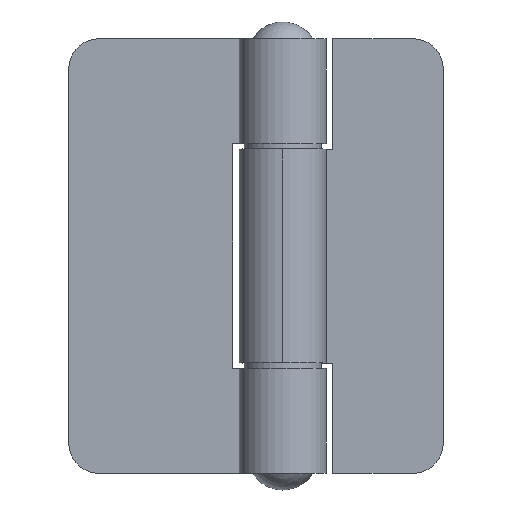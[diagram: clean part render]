
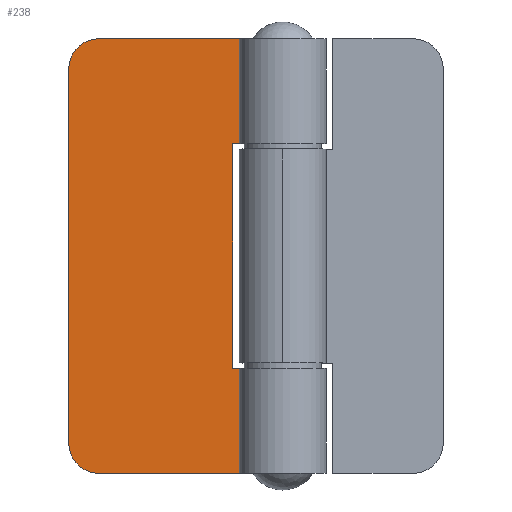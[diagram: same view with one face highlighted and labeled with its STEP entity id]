
A CAD part, top view. The second image highlights one B-rep face of the part: STEP entity #238.
In plain terms, the highlighted face is planar.
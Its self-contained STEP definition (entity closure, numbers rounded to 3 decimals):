
#191 = VERTEX_POINT ( 'NONE', #765 ) ;
#192 = VERTEX_POINT ( 'NONE', #764 ) ;
#212 = EDGE_CURVE ( 'NONE', #214, #273, #791, .T. ) ;
#214 = VERTEX_POINT ( 'NONE', #787 ) ;
#227 = EDGE_CURVE ( 'NONE', #192, #228, #824, .T. ) ;
#228 = VERTEX_POINT ( 'NONE', #820 ) ;
#238 = ADVANCED_FACE ( 'NONE', ( #808 ), #807, .F. ) ;
#239 = EDGE_LOOP ( 'NONE', ( #240, #241, #1965, #1960, #1959, #1957, #1956, #1993, #269, #271 ) ) ;
#240 = ORIENTED_EDGE ( 'NONE', *, *, #1976, .T. ) ;
#241 = ORIENTED_EDGE ( 'NONE', *, *, #242, .T. ) ;
#242 = EDGE_CURVE ( 'NONE', #1978, #1991, #867, .T. ) ;
#269 = ORIENTED_EDGE ( 'NONE', *, *, #270, .T. ) ;
#270 = EDGE_CURVE ( 'NONE', #2060, #214, #875, .T. ) ;
#271 = ORIENTED_EDGE ( 'NONE', *, *, #212, .T. ) ;
#273 = VERTEX_POINT ( 'NONE', #929 ) ;
#764 = CARTESIAN_POINT ( 'NONE',  ( 65., -3.5, 5.477 ) ) ;
#765 = CARTESIAN_POINT ( 'NONE',  ( 49.3, -3.5, 5.477 ) ) ;
#787 = CARTESIAN_POINT ( 'NONE',  ( 15.7, -3.5, 5.477 ) ) ;
#788 = DIRECTION ( 'NONE',  ( -1., 0., 0. ) ) ;
#789 = VECTOR ( 'NONE', #788, 1000. ) ;
#790 = CARTESIAN_POINT ( 'NONE',  ( 65., -3.5, 5.477 ) ) ;
#791 = LINE ( 'NONE', #790, #789 ) ;
#804 = DIRECTION ( 'NONE',  ( 0., -1., 0. ) ) ;
#805 = CARTESIAN_POINT ( 'NONE',  ( 65., -3.5, 32. ) ) ;
#806 = AXIS2_PLACEMENT_3D ( 'NONE', #805, #804, #868 ) ;
#807 = PLANE ( 'NONE',  #806 ) ;
#808 = FACE_OUTER_BOUND ( 'NONE', #239, .T. ) ;
#820 = CARTESIAN_POINT ( 'NONE',  ( 65., -3.5, 27.5 ) ) ;
#821 = DIRECTION ( 'NONE',  ( 0., 0., 1. ) ) ;
#822 = VECTOR ( 'NONE', #821, 1000. ) ;
#823 = CARTESIAN_POINT ( 'NONE',  ( 65., -3.5, 32. ) ) ;
#824 = LINE ( 'NONE', #823, #822 ) ;
#863 = DIRECTION ( 'NONE',  ( 0., 0., -1. ) ) ;
#864 = DIRECTION ( 'NONE',  ( 0., 1., 0. ) ) ;
#865 = CARTESIAN_POINT ( 'NONE',  ( 4.5, -3.5, 27.5 ) ) ;
#866 = AXIS2_PLACEMENT_3D ( 'NONE', #865, #864, #863 ) ;
#867 = CIRCLE ( 'NONE', #866, 4.5 ) ;
#868 = DIRECTION ( 'NONE',  ( 0., 0., -1. ) ) ;
#872 = DIRECTION ( 'NONE',  ( 0., 0., -1. ) ) ;
#873 = VECTOR ( 'NONE', #872, 1000. ) ;
#874 = CARTESIAN_POINT ( 'NONE',  ( 15.7, -3.5, 32. ) ) ;
#875 = LINE ( 'NONE', #874, #873 ) ;
#929 = CARTESIAN_POINT ( 'NONE',  ( 0., -3.5, 5.477 ) ) ;
#1155 = DIRECTION ( 'NONE',  ( 0., 0., 1. ) ) ;
#1156 = VECTOR ( 'NONE', #1155, 1000. ) ;
#1157 = CARTESIAN_POINT ( 'NONE',  ( 49.3, -3.5, 32. ) ) ;
#1158 = LINE ( 'NONE', #1157, #1156 ) ;
#1159 = CARTESIAN_POINT ( 'NONE',  ( 49.3, -3.5, 7.5 ) ) ;
#1193 = CARTESIAN_POINT ( 'NONE',  ( 0., -3.5, 27.5 ) ) ;
#1194 = DIRECTION ( 'NONE',  ( 0., 0., 1. ) ) ;
#1195 = VECTOR ( 'NONE', #1194, 1000. ) ;
#1196 = CARTESIAN_POINT ( 'NONE',  ( 0., -3.5, 32. ) ) ;
#1197 = LINE ( 'NONE', #1196, #1195 ) ;
#1208 = DIRECTION ( 'NONE',  ( -1., 0., 0. ) ) ;
#1209 = VECTOR ( 'NONE', #1208, 1000. ) ;
#1210 = CARTESIAN_POINT ( 'NONE',  ( 65., -3.5, 32. ) ) ;
#1211 = LINE ( 'NONE', #1210, #1209 ) ;
#1212 = CARTESIAN_POINT ( 'NONE',  ( 60.5, -3.5, 32. ) ) ;
#1213 = DIRECTION ( 'NONE',  ( 0., 0., -1. ) ) ;
#1214 = DIRECTION ( 'NONE',  ( 0., 1., 0. ) ) ;
#1215 = CARTESIAN_POINT ( 'NONE',  ( 60.5, -3.5, 27.5 ) ) ;
#1216 = AXIS2_PLACEMENT_3D ( 'NONE', #1215, #1214, #1213 ) ;
#1217 = CIRCLE ( 'NONE', #1216, 4.5 ) ;
#1230 = DIRECTION ( 'NONE',  ( -1., 0., 0. ) ) ;
#1231 = VECTOR ( 'NONE', #1230, 1000. ) ;
#1232 = CARTESIAN_POINT ( 'NONE',  ( 65., -3.5, 7.5 ) ) ;
#1233 = LINE ( 'NONE', #1232, #1231 ) ;
#1234 = CARTESIAN_POINT ( 'NONE',  ( 4.5, -3.5, 32. ) ) ;
#1294 = DIRECTION ( 'NONE',  ( -1., 0., 0. ) ) ;
#1295 = VECTOR ( 'NONE', #1294, 1000. ) ;
#1296 = CARTESIAN_POINT ( 'NONE',  ( 65., -3.5, 5.477 ) ) ;
#1297 = LINE ( 'NONE', #1296, #1295 ) ;
#1350 = CARTESIAN_POINT ( 'NONE',  ( 15.7, -3.5, 7.5 ) ) ;
#1955 = VERTEX_POINT ( 'NONE', #1159 ) ;
#1956 = ORIENTED_EDGE ( 'NONE', *, *, #1958, .T. ) ;
#1957 = ORIENTED_EDGE ( 'NONE', *, *, #2033, .T. ) ;
#1958 = EDGE_CURVE ( 'NONE', #191, #1955, #1158, .T. ) ;
#1959 = ORIENTED_EDGE ( 'NONE', *, *, #227, .F. ) ;
#1960 = ORIENTED_EDGE ( 'NONE', *, *, #1961, .T. ) ;
#1961 = EDGE_CURVE ( 'NONE', #1962, #228, #1217, .T. ) ;
#1962 = VERTEX_POINT ( 'NONE', #1212 ) ;
#1963 = EDGE_CURVE ( 'NONE', #1962, #1991, #1211, .T. ) ;
#1965 = ORIENTED_EDGE ( 'NONE', *, *, #1963, .F. ) ;
#1976 = EDGE_CURVE ( 'NONE', #273, #1978, #1197, .T. ) ;
#1978 = VERTEX_POINT ( 'NONE', #1193 ) ;
#1991 = VERTEX_POINT ( 'NONE', #1234 ) ;
#1993 = ORIENTED_EDGE ( 'NONE', *, *, #1994, .T. ) ;
#1994 = EDGE_CURVE ( 'NONE', #1955, #2060, #1233, .T. ) ;
#2033 = EDGE_CURVE ( 'NONE', #192, #191, #1297, .T. ) ;
#2060 = VERTEX_POINT ( 'NONE', #1350 ) ;
